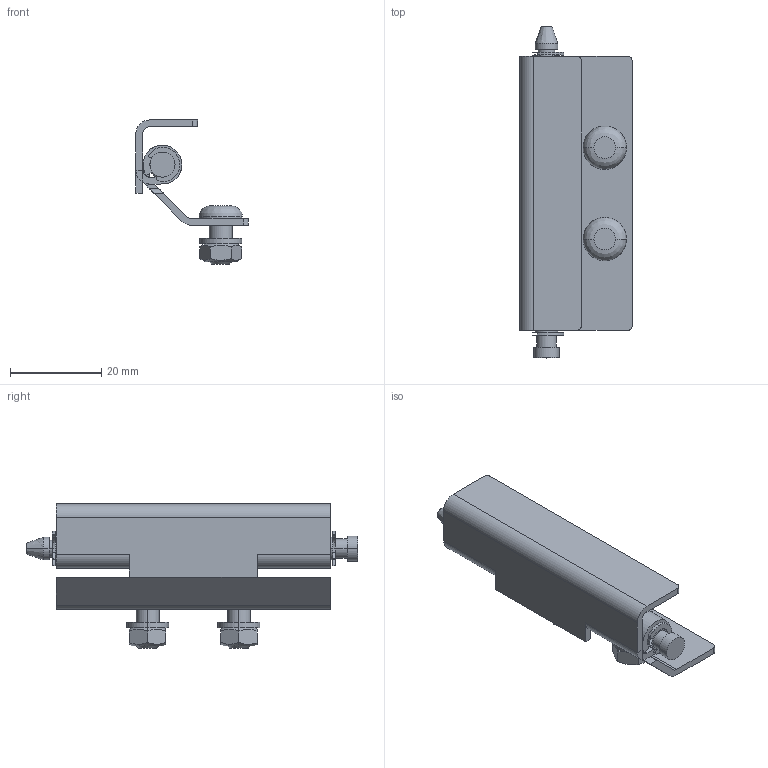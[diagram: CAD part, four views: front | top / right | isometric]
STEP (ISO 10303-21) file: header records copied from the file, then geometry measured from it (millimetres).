
FILE_DESCRIPTION(/* description */ (''),/* implementation_level */ '2;1');
FILE_NAME(/* name */ 'JL028',/* time_stamp */ '2024-09-04T13:49:55+08:00',/* author */ (''),/* organization */ (''),/* preprocessor_version */ 'ST-DEVELOPER v19.2',/* originating_system */ 'Rhino 8.5',/* authorisation */ '');
FILE_SCHEMA (('CONFIG_CONTROL_DESIGN'));
Length unit declared in the file: millimetre
Products named in the file (1): Document
Bounding box: 24.58 x 72.67 x 31.54 mm (x, y, z)
Volume: 7409.4 mm3; surface area: 12114.5 mm2
Topology: 12 solids, 13 shells, 223 faces, 536 edges, 333 vertices
Faces by surface type: plane 115, cylinder 78, bspline 30
Entity records: 8072 total; most frequent: CARTESIAN_POINT 3465, ORIENTED_EDGE 1038, DIRECTION 620, EDGE_CURVE 536, AXIS2_PLACEMENT_3D 406, VERTEX_POINT 333, EDGE_LOOP 243, B_SPLINE_CURVE_WITH_KNOTS 235
